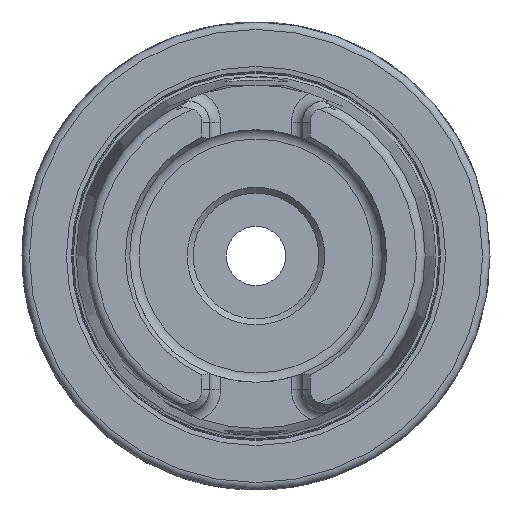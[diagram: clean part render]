
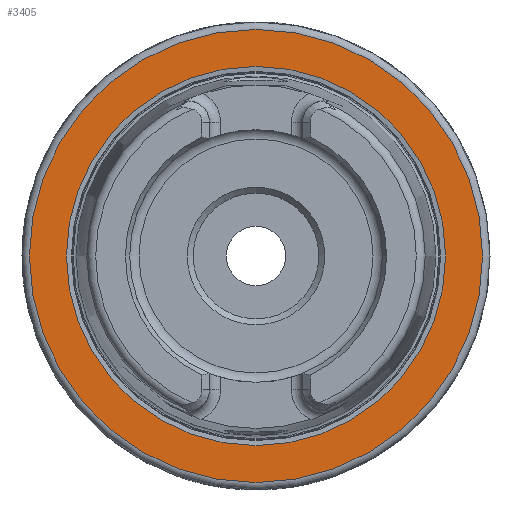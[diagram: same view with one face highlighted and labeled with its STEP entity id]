
A CAD part, left-side view. The second image highlights one B-rep face of the part: STEP entity #3405.
In plain terms, the highlighted planar face has unit normal (-1, 0, 0).
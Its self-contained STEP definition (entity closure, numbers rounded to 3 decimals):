
#124=FACE_BOUND('',#874,.T.);
#281=CIRCLE('',#3797,25.52);
#282=CIRCLE('',#3799,30.5);
#663=FACE_OUTER_BOUND('',#873,.T.);
#873=EDGE_LOOP('',(#3076));
#874=EDGE_LOOP('',(#3077));
#1590=VERTEX_POINT('',#7843);
#1591=VERTEX_POINT('',#7847);
#2090=EDGE_CURVE('',#1590,#1590,#281,.T.);
#2091=EDGE_CURVE('',#1591,#1591,#282,.T.);
#3076=ORIENTED_EDGE('',*,*,#2091,.F.);
#3077=ORIENTED_EDGE('',*,*,#2090,.T.);
#3218=PLANE('',#3798);
#3405=ADVANCED_FACE('',(#663,#124),#3218,.T.);
#3797=AXIS2_PLACEMENT_3D('',#7845,#4647,#4648);
#3798=AXIS2_PLACEMENT_3D('',#7846,#4649,#4650);
#3799=AXIS2_PLACEMENT_3D('',#7848,#4651,#4652);
#4647=DIRECTION('center_axis',(1.,0.,0.));
#4648=DIRECTION('ref_axis',(0.,0.,-1.));
#4649=DIRECTION('center_axis',(-1.,0.,0.));
#4650=DIRECTION('ref_axis',(0.,0.,1.));
#4651=DIRECTION('center_axis',(1.,0.,0.));
#4652=DIRECTION('ref_axis',(0.,0.,-1.));
#7843=CARTESIAN_POINT('',(0.,-25.52,0.));
#7845=CARTESIAN_POINT('Origin',(0.,0.,
0.));
#7846=CARTESIAN_POINT('Origin',(0.,30.5,0.));
#7847=CARTESIAN_POINT('',(0.,0.,30.5));
#7848=CARTESIAN_POINT('Origin',(0.,0.,
0.));
